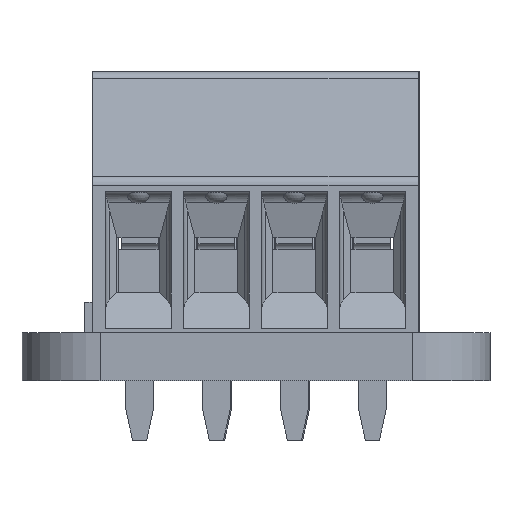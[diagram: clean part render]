
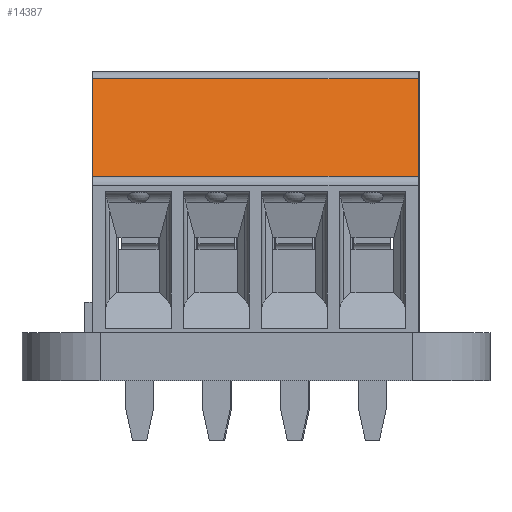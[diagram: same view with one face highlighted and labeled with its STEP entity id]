
A CAD part, left-side view. The second image highlights one B-rep face of the part: STEP entity #14387.
In plain terms, the highlighted face is planar.
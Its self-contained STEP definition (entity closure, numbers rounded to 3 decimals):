
#708=PLANE('',#15564);
#1440=FACE_OUTER_BOUND('',#2296,.T.);
#2296=EDGE_LOOP('',(#12315,#12316,#12317,#12318));
#3329=LINE('',#21940,#4956);
#3377=LINE('',#22411,#5004);
#3658=LINE('',#22972,#5285);
#3710=LINE('',#23070,#5337);
#4956=VECTOR('',#17921,1.);
#5004=VECTOR('',#18125,1.);
#5285=VECTOR('',#18604,1.);
#5337=VECTOR('',#18704,1.);
#6773=VERTEX_POINT('',#21937);
#6774=VERTEX_POINT('',#21939);
#6860=VERTEX_POINT('',#22410);
#7041=VERTEX_POINT('',#22971);
#8444=EDGE_CURVE('',#6774,#6773,#3329,.T.);
#8553=EDGE_CURVE('',#6774,#6860,#3377,.T.);
#8834=EDGE_CURVE('',#6860,#7041,#3658,.T.);
#8886=EDGE_CURVE('',#7041,#6773,#3710,.T.);
#12315=ORIENTED_EDGE('',*,*,#8834,.F.);
#12316=ORIENTED_EDGE('',*,*,#8553,.F.);
#12317=ORIENTED_EDGE('',*,*,#8444,.T.);
#12318=ORIENTED_EDGE('',*,*,#8886,.F.);
#14387=ADVANCED_FACE('',(#1440),#708,.T.);
#15564=AXIS2_PLACEMENT_3D('',#23069,#18702,#18703);
#17921=DIRECTION('',(-1.,0.,0.));
#18125=DIRECTION('',(0.,-0.259,-0.966));
#18604=DIRECTION('',(-1.,0.,0.));
#18702=DIRECTION('center_axis',(0.,-0.966,
0.259));
#18703=DIRECTION('ref_axis',(-1.,0.,0.));
#18704=DIRECTION('',(0.,0.259,0.966));
#21937=CARTESIAN_POINT('',(-5.32,-1.56,8.278));
#21939=CARTESIAN_POINT('',(5.28,-1.56,8.278));
#21940=CARTESIAN_POINT('',(-1.29,-1.56,8.278));
#22410=CARTESIAN_POINT('',(5.28,-2.411,5.1));
#22411=CARTESIAN_POINT('',(5.28,-1.56,8.278));
#22971=CARTESIAN_POINT('',(-5.32,-2.411,5.1));
#22972=CARTESIAN_POINT('',(5.28,-2.411,5.1));
#23069=CARTESIAN_POINT('Origin',(-3.793,-2.432,5.021));
#23070=CARTESIAN_POINT('',(-5.32,-2.411,5.1));
